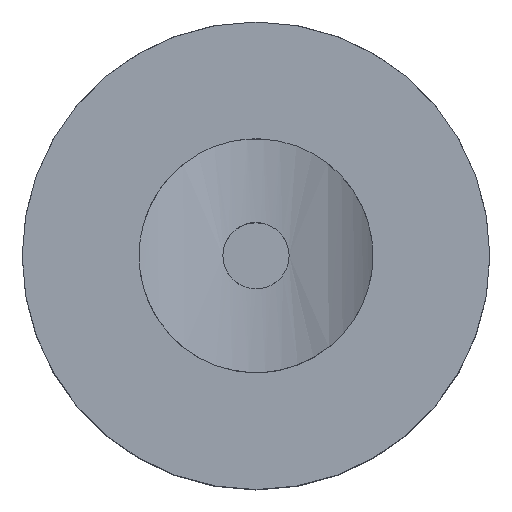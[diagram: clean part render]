
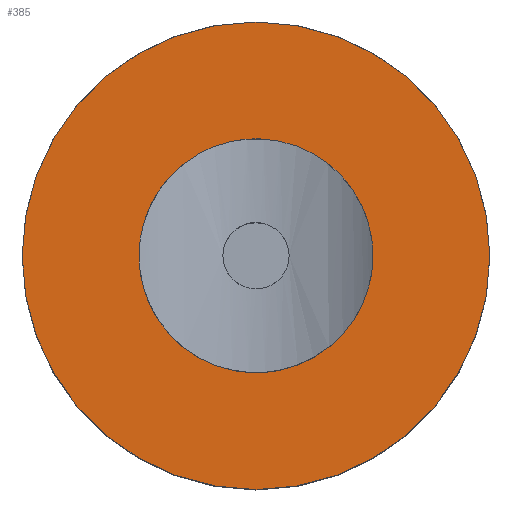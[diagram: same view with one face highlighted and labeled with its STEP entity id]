
A CAD part, top view. The second image highlights one B-rep face of the part: STEP entity #385.
In plain terms, the highlighted planar face has unit normal (0, 0, 1).
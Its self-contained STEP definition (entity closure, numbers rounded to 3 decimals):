
#46=CARTESIAN_POINT('',(0.,0.,0.));
#47=DIRECTION('',(0.,0.,1.));
#48=DIRECTION('',(1.,0.,0.));
#49=AXIS2_PLACEMENT_3D('',#46,#47,#48);
#51=CARTESIAN_POINT('',(0.,0.,0.));
#52=DIRECTION('',(0.,0.,1.));
#53=DIRECTION('',(-1.,0.,0.));
#54=AXIS2_PLACEMENT_3D('',#51,#52,#53);
#56=CARTESIAN_POINT('',(0.,0.,0.));
#57=DIRECTION('',(0.,0.,1.));
#58=DIRECTION('',(1.,0.,0.));
#59=AXIS2_PLACEMENT_3D('',#56,#57,#58);
#61=CARTESIAN_POINT('',(0.,0.,0.));
#62=DIRECTION('',(0.,0.,1.));
#63=DIRECTION('',(-1.,0.,0.));
#64=AXIS2_PLACEMENT_3D('',#61,#62,#63);
#318=CARTESIAN_POINT('',(30.,0.,0.));
#319=CARTESIAN_POINT('',(-30.,0.,0.));
#320=VERTEX_POINT('',#318);
#321=VERTEX_POINT('',#319);
#326=CARTESIAN_POINT('',(15.,0.,0.));
#327=CARTESIAN_POINT('',(-15.,0.,0.));
#328=VERTEX_POINT('',#326);
#329=VERTEX_POINT('',#327);
#368=CARTESIAN_POINT('',(0.,0.,0.));
#369=DIRECTION('',(0.,0.,1.));
#370=DIRECTION('',(1.,0.,0.));
#371=AXIS2_PLACEMENT_3D('',#368,#369,#370);
#372=PLANE('',#371);
#374=ORIENTED_EDGE('',*,*,#373,.F.);
#376=ORIENTED_EDGE('',*,*,#375,.F.);
#377=EDGE_LOOP('',(#374,#376));
#378=FACE_OUTER_BOUND('',#377,.F.);
#380=ORIENTED_EDGE('',*,*,#379,.T.);
#382=ORIENTED_EDGE('',*,*,#381,.T.);
#383=EDGE_LOOP('',(#380,#382));
#384=FACE_BOUND('',#383,.F.);
#385=ADVANCED_FACE('',(#378,#384),#372,.T.);
#50=CIRCLE('',#49,30.);
#55=CIRCLE('',#54,30.);
#60=CIRCLE('',#59,15.);
#65=CIRCLE('',#64,15.);
#373=EDGE_CURVE('',#320,#321,#50,.T.);
#375=EDGE_CURVE('',#321,#320,#55,.T.);
#379=EDGE_CURVE('',#328,#329,#60,.T.);
#381=EDGE_CURVE('',#329,#328,#65,.T.);
